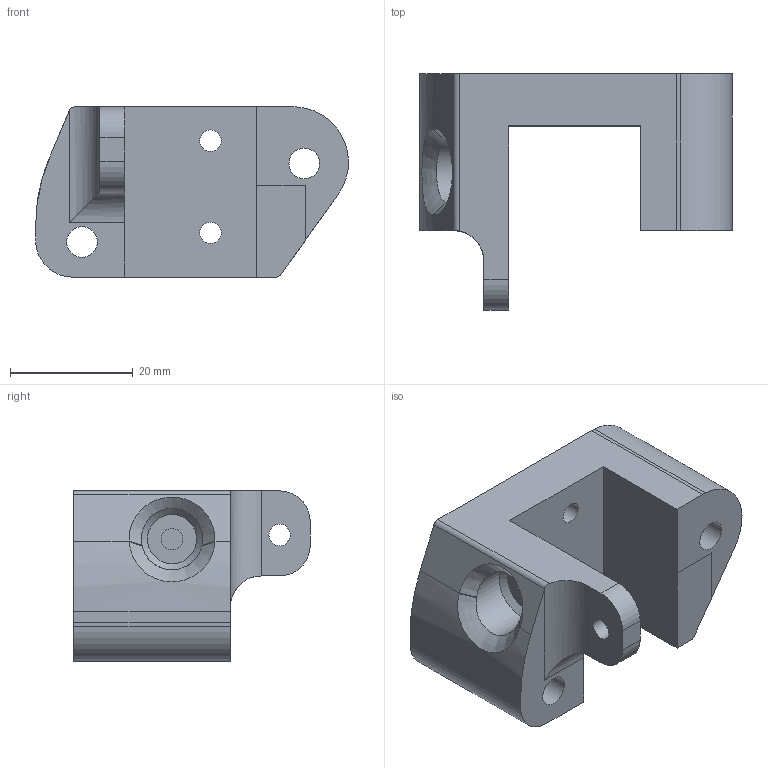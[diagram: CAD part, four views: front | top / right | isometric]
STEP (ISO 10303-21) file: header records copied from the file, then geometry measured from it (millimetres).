
FILE_DESCRIPTION(/* description */ (''),/* implementation_level */ '2;1');
FILE_NAME(/* name */ 'Back_Stationary_Idler_Carrier v2.step',/* time_stamp */ '2020-10-16T12:32:36+01:00',/* author */ (''),/* organization */ (''),/* preprocessor_version */ 'ST-DEVELOPER v18.1',/* originating_system */ 'Autodesk Translation Framework v9.3.0.1241',/* authorisation */ '');
FILE_SCHEMA (('AUTOMOTIVE_DESIGN { 1 0 10303 214 3 1 1 }'));
Length unit declared in the file: millimetre
Products named in the file (2): Back_Stationary_Idler_Carrier; Back_Stationary_Idler_Carrier_1
Assembly tree (1 placements, depth 2):
  Back_Stationary_Idler_Carrier
    Back_Stationary_Idler_Carrier_1
Bounding box: 50.96 x 38.5 x 27.72 mm (x, y, z)
Volume: 20497.2 mm3; surface area: 7846.7 mm2
Topology: 1 solids, 1 shells, 44 faces, 117 edges, 77 vertices
Faces by surface type: cylinder 21, plane 18, bspline 4, cone 1
Full cylindrical faces by diameter (mm): 3.5 x4, 5 x2, 7 x2, 10 x1
Entity records: 1632 total; most frequent: CARTESIAN_POINT 443, ORIENTED_EDGE 234, DIRECTION 234, EDGE_CURVE 117, AXIS2_PLACEMENT_3D 84, VERTEX_POINT 77, LINE 66, VECTOR 66
